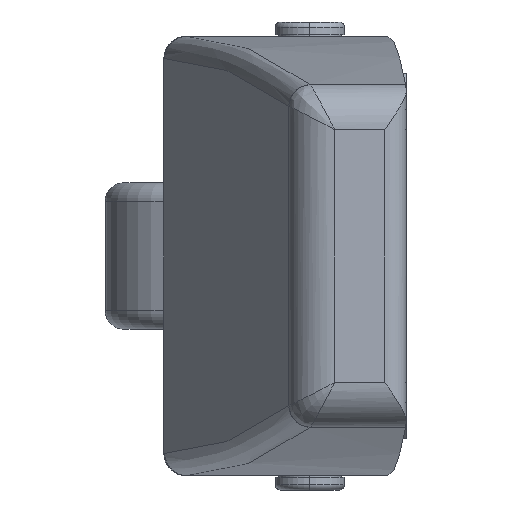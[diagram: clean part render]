
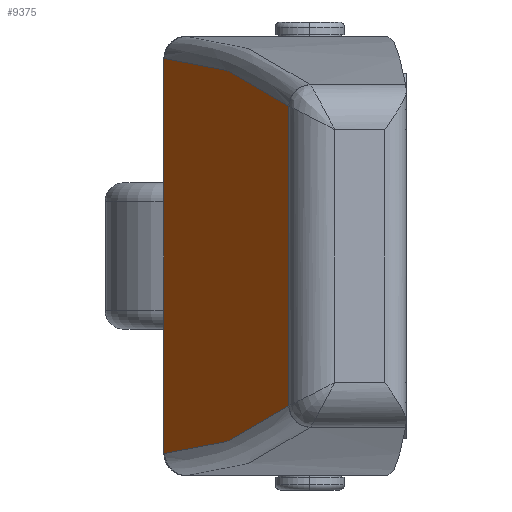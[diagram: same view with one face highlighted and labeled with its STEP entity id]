
A CAD part, left-side view. The second image highlights one B-rep face of the part: STEP entity #9375.
In plain terms, the highlighted face is planar.
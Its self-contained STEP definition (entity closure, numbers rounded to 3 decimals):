
#304 = VECTOR ( 'NONE', #4670, 1000. ) ;
#341 = VECTOR ( 'NONE', #4752, 1000. ) ;
#342 = VECTOR ( 'NONE', #4758, 1000. ) ;
#343 = VECTOR ( 'NONE', #4760, 1000. ) ;
#569 = VERTEX_POINT ( 'NONE', #4372 ) ;
#583 = VERTEX_POINT ( 'NONE', #4386 ) ;
#648 = VERTEX_POINT ( 'NONE', #4451 ) ;
#699 = VERTEX_POINT ( 'NONE', #4502 ) ;
#700 = VERTEX_POINT ( 'NONE', #4503 ) ;
#720 = VERTEX_POINT ( 'NONE', #4523 ) ;
#721 = VERTEX_POINT ( 'NONE', #4524 ) ;
#722 = VERTEX_POINT ( 'NONE', #4525 ) ;
#928 = EDGE_LOOP ( 'NONE', ( #1277, #1279, #1278, #1280, #1281, #1282, #1284, #1283 ) ) ;
#1277 = ORIENTED_EDGE ( 'NONE', *, *, #1480, .T. ) ;
#1278 = ORIENTED_EDGE ( 'NONE', *, *, #1481, .T. ) ;
#1279 = ORIENTED_EDGE ( 'NONE', *, *, #1479, .T. ) ;
#1280 = ORIENTED_EDGE ( 'NONE', *, *, #1482, .T. ) ;
#1281 = ORIENTED_EDGE ( 'NONE', *, *, #1446, .T. ) ;
#1282 = ORIENTED_EDGE ( 'NONE', *, *, #1483, .T. ) ;
#1283 = ORIENTED_EDGE ( 'NONE', *, *, #1486, .T. ) ;
#1284 = ORIENTED_EDGE ( 'NONE', *, *, #1484, .T. ) ;
#1446 = EDGE_CURVE ( 'NONE', #699, #700, #3595, .T. ) ;
#1479 = EDGE_CURVE ( 'NONE', #583, #720, #9329, .T. ) ;
#1480 = EDGE_CURVE ( 'NONE', #648, #583, #3618, .T. ) ;
#1481 = EDGE_CURVE ( 'NONE', #720, #721, #9317, .T. ) ;
#1482 = EDGE_CURVE ( 'NONE', #721, #699, #3619, .T. ) ;
#1483 = EDGE_CURVE ( 'NONE', #700, #722, #3620, .T. ) ;
#1484 = EDGE_CURVE ( 'NONE', #722, #569, #9312, .T. ) ;
#1486 = EDGE_CURVE ( 'NONE', #569, #648, #9321, .T. ) ;
#3595 = LINE ( 'NONE', #4669, #304 ) ;
#3618 = LINE ( 'NONE', #4751, #341 ) ;
#3619 = LINE ( 'NONE', #4757, #342 ) ;
#3620 = LINE ( 'NONE', #4759, #343 ) ;
#4372 = CARTESIAN_POINT ( 'NONE',  ( -30.354, 1.098, -8.194 ) ) ;
#4386 = CARTESIAN_POINT ( 'NONE',  ( -30.377, 1.093, 8.19 ) ) ;
#4451 = CARTESIAN_POINT ( 'NONE',  ( -30.377, 1.093, -8.19 ) ) ;
#4502 = CARTESIAN_POINT ( 'NONE',  ( -0.2, 6.959, 10.8 ) ) ;
#4503 = CARTESIAN_POINT ( 'NONE',  ( -0.2, 6.959, -10.8 ) ) ;
#4523 = CARTESIAN_POINT ( 'NONE',  ( -30.354, 1.098, 8.194 ) ) ;
#4524 = CARTESIAN_POINT ( 'NONE',  ( -0.429, 6.915, 10.8 ) ) ;
#4525 = CARTESIAN_POINT ( 'NONE',  ( -0.429, 6.915, -10.8 ) ) ;
#4669 = CARTESIAN_POINT ( 'NONE',  ( -0.2, 6.959, 14. ) ) ;
#4670 = DIRECTION ( 'NONE',  ( 0., 0., -1. ) ) ;
#4747 = CARTESIAN_POINT ( 'NONE',  ( -30.377, 1.093, 8.19 ) ) ;
#4748 = CARTESIAN_POINT ( 'NONE',  ( -30.369, 1.095, 8.191 ) ) ;
#4749 = CARTESIAN_POINT ( 'NONE',  ( -30.361, 1.096, 8.192 ) ) ;
#4750 = CARTESIAN_POINT ( 'NONE',  ( -30.354, 1.098, 8.194 ) ) ;
#4751 = CARTESIAN_POINT ( 'NONE',  ( -30.377, 1.093, 14. ) ) ;
#4752 = DIRECTION ( 'NONE',  ( 0., 0., 1. ) ) ;
#4753 = CARTESIAN_POINT ( 'NONE',  ( -30.354, 1.098, 8.194 ) ) ;
#4754 = CARTESIAN_POINT ( 'NONE',  ( -20.467, 3.02, 9.929 ) ) ;
#4755 = CARTESIAN_POINT ( 'NONE',  ( -10.467, 4.963, 10.8 ) ) ;
#4756 = CARTESIAN_POINT ( 'NONE',  ( -0.429, 6.915, 10.8 ) ) ;
#4757 = CARTESIAN_POINT ( 'NONE',  ( -0.2, 6.959, 10.8 ) ) ;
#4758 = DIRECTION ( 'NONE',  ( 0.982, 0.191, 0. ) ) ;
#4759 = CARTESIAN_POINT ( 'NONE',  ( -30.332, 1.102, -10.8 ) ) ;
#4760 = DIRECTION ( 'NONE',  ( -0.982, -0.191, 0. ) ) ;
#4761 = CARTESIAN_POINT ( 'NONE',  ( -0.429, 6.915, -10.8 ) ) ;
#4762 = CARTESIAN_POINT ( 'NONE',  ( -10.467, 4.963, -10.8 ) ) ;
#4763 = CARTESIAN_POINT ( 'NONE',  ( -20.467, 3.02, -9.929 ) ) ;
#4764 = CARTESIAN_POINT ( 'NONE',  ( -30.354, 1.098, -8.194 ) ) ;
#4767 = CARTESIAN_POINT ( 'NONE',  ( -30.354, 1.098, -8.194 ) ) ;
#4768 = CARTESIAN_POINT ( 'NONE',  ( -30.361, 1.096, -8.192 ) ) ;
#4769 = CARTESIAN_POINT ( 'NONE',  ( -30.369, 1.095, -8.191 ) ) ;
#4770 = CARTESIAN_POINT ( 'NONE',  ( -30.377, 1.093, -8.19 ) ) ;
#8321 = FACE_OUTER_BOUND ( 'NONE', #928, .T. ) ;
#8572 = AXIS2_PLACEMENT_3D ( 'NONE', #8929, #8930, #8931 ) ;
#8928 = PLANE ( 'NONE',  #8572 ) ;
#8929 = CARTESIAN_POINT ( 'NONE',  ( -32.4, 0.7, 14. ) ) ;
#8930 = DIRECTION ( 'NONE',  ( 0.191, -0.982, 0. ) ) ;
#8931 = DIRECTION ( 'NONE',  ( 0.982, 0.191, 0. ) ) ;
#9312 =( BOUNDED_CURVE ( )  B_SPLINE_CURVE ( 3, ( #4761, #4762, #4763, #4764 ),
 .UNSPECIFIED., .F., .T. ) 
 B_SPLINE_CURVE_WITH_KNOTS ( ( 4, 4 ),
 ( 1.571, 1.745 ),
 .UNSPECIFIED. ) 
 CURVE ( )  GEOMETRIC_REPRESENTATION_ITEM ( )  RATIONAL_B_SPLINE_CURVE ( ( 1., 0.997, 0.997, 1. ) ) 
 REPRESENTATION_ITEM ( '' )  );
#9317 =( BOUNDED_CURVE ( )  B_SPLINE_CURVE ( 3, ( #4753, #4754, #4755, #4756 ),
 .UNSPECIFIED., .F., .T. ) 
 B_SPLINE_CURVE_WITH_KNOTS ( ( 4, 4 ),
 ( 4.539, 4.712 ),
 .UNSPECIFIED. ) 
 CURVE ( )  GEOMETRIC_REPRESENTATION_ITEM ( )  RATIONAL_B_SPLINE_CURVE ( ( 1., 0.997, 0.997, 1. ) ) 
 REPRESENTATION_ITEM ( '' )  );
#9321 =( BOUNDED_CURVE ( )  B_SPLINE_CURVE ( 3, ( #4767, #4768, #4769, #4770 ),
 .UNSPECIFIED., .F., .T. ) 
 B_SPLINE_CURVE_WITH_KNOTS ( ( 4, 4 ),
 ( 1.745, 1.763 ),
 .UNSPECIFIED. ) 
 CURVE ( )  GEOMETRIC_REPRESENTATION_ITEM ( )  RATIONAL_B_SPLINE_CURVE ( ( 1., 1., 1., 1. ) ) 
 REPRESENTATION_ITEM ( '' )  );
#9329 =( BOUNDED_CURVE ( )  B_SPLINE_CURVE ( 3, ( #4747, #4748, #4749, #4750 ),
 .UNSPECIFIED., .F., .T. ) 
 B_SPLINE_CURVE_WITH_KNOTS ( ( 4, 4 ),
 ( 4.52, 4.539 ),
 .UNSPECIFIED. ) 
 CURVE ( )  GEOMETRIC_REPRESENTATION_ITEM ( )  RATIONAL_B_SPLINE_CURVE ( ( 1., 1., 1., 1. ) ) 
 REPRESENTATION_ITEM ( '' )  );
#9375 = ADVANCED_FACE ( 'NONE', ( #8321 ), #8928, .F. ) ;
